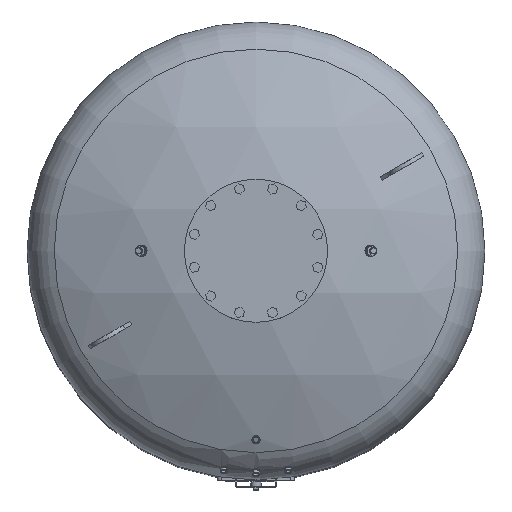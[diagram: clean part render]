
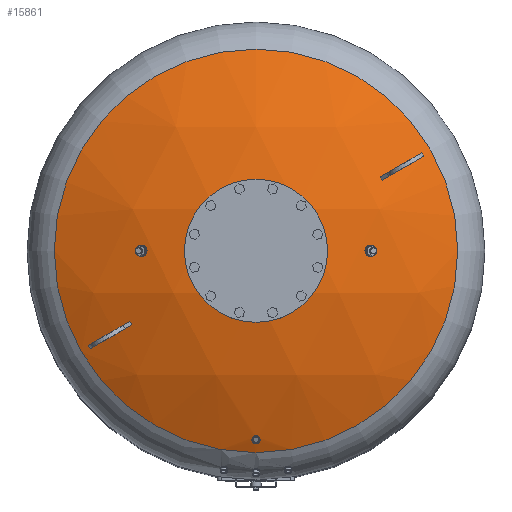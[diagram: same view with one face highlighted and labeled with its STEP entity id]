
A CAD part, top view. The second image highlights one B-rep face of the part: STEP entity #15861.
In plain terms, the highlighted spherical face has radius 1207 mm.
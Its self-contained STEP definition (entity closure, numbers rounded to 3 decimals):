
#18=SPHERICAL_SURFACE('',#17205,1207.);
#4457=CIRCLE('',#17206,528.621);
#4873=FACE_BOUND('',#6844,.T.);
#5646=FACE_OUTER_BOUND('',#6843,.T.);
#6843=EDGE_LOOP('',(#13628));
#6844=EDGE_LOOP('',(#13629));
#7473=B_SPLINE_CURVE_WITH_KNOTS('',3,(#25659,#25660,#25661,#25662,#25663,
#25664,#25665,#25666,#25667,#25668,#25669,#25670,#25671,#25672,#25673,#25674,
#25675,#25676,#25677,#25678,#25679,#25680,#25681,#25682,#25683,#25684,#25685,
#25686,#25687,#25688,#25689,#25690,#25691,#25692,#25693,#25694,#25695,#25696,
#25697,#25698,#25699,#25700,#25701,#25702,#25703,#25704,#25705,#25706,#25707,
#25708,#25709,#25710,#25711,#25712,#25713,#25714,#25715,#25716,#25717,#25718,
#25719,#25720,#25721,#25722,#25723,#25724),.UNSPECIFIED.,.T.,.F.,(4,2,2,
2,2,2,2,2,2,2,2,2,2,2,2,2,2,2,2,2,2,2,2,2,2,2,2,2,2,2,2,2,4),(0.,1.997,
3.994,5.991,7.988,10.199,12.411,
14.622,16.833,19.043,21.253,23.463,
25.673,27.67,29.667,31.664,33.66,
35.657,37.654,39.651,41.648,43.858,
46.068,48.278,50.488,52.699,54.91,
57.122,59.333,61.33,63.327,65.324,
67.321),.UNSPECIFIED.);
#8390=VERTEX_POINT('',#25656);
#8391=VERTEX_POINT('',#25658);
#10256=EDGE_CURVE('',#8390,#8390,#4457,.T.);
#10257=EDGE_CURVE('',#8391,#8391,#7473,.T.);
#13628=ORIENTED_EDGE('',*,*,#10256,.F.);
#13629=ORIENTED_EDGE('',*,*,#10257,.F.);
#15861=ADVANCED_FACE('',(#5646,#4873),#18,.T.);
#17205=AXIS2_PLACEMENT_3D('',#25655,#20575,#20576);
#17206=AXIS2_PLACEMENT_3D('',#25657,#20577,#20578);
#20575=DIRECTION('center_axis',(0.,-1.,0.));
#20576=DIRECTION('ref_axis',(-1.,0.,0.));
#20577=DIRECTION('center_axis',(0.,0.,
-1.));
#20578=DIRECTION('ref_axis',(1.,0.,0.));
#25655=CARTESIAN_POINT('Origin',(0.,0.,
1183.));
#25656=CARTESIAN_POINT('',(528.621,0.,2268.085));
#25657=CARTESIAN_POINT('Origin',(0.,0.,
2268.085));
#25658=CARTESIAN_POINT('',(0.,-505.65,2278.978));
#25659=CARTESIAN_POINT('Ctrl Pts',(0.,-505.65,2278.978));
#25660=CARTESIAN_POINT('Ctrl Pts',(0.666,-505.65,2278.978));
#25661=CARTESIAN_POINT('Ctrl Pts',(1.352,-505.587,2279.006));
#25662=CARTESIAN_POINT('Ctrl Pts',(2.711,-505.322,2279.126));
#25663=CARTESIAN_POINT('Ctrl Pts',(3.385,-505.122,2279.216));
#25664=CARTESIAN_POINT('Ctrl Pts',(4.672,-504.596,2279.454));
#25665=CARTESIAN_POINT('Ctrl Pts',(5.286,-504.27,2279.601));
#25666=CARTESIAN_POINT('Ctrl Pts',(6.418,-503.526,2279.937));
#25667=CARTESIAN_POINT('Ctrl Pts',(6.936,-503.107,2280.126));
#25668=CARTESIAN_POINT('Ctrl Pts',(7.899,-502.178,2280.545));
#25669=CARTESIAN_POINT('Ctrl Pts',(8.368,-501.627,2280.793));
#25670=CARTESIAN_POINT('Ctrl Pts',(9.188,-500.434,2281.331));
#25671=CARTESIAN_POINT('Ctrl Pts',(9.539,-499.791,2281.621));
#25672=CARTESIAN_POINT('Ctrl Pts',(10.1,-498.454,2282.223));
#25673=CARTESIAN_POINT('Ctrl Pts',(10.31,-497.76,2282.535));
#25674=CARTESIAN_POINT('Ctrl Pts',(10.585,-496.369,2283.161));
#25675=CARTESIAN_POINT('Ctrl Pts',(10.65,-495.672,2283.475));
#25676=CARTESIAN_POINT('Ctrl Pts',(10.65,-494.328,2284.079));
#25677=CARTESIAN_POINT('Ctrl Pts',(10.585,-493.631,2284.393));
#25678=CARTESIAN_POINT('Ctrl Pts',(10.311,-492.241,2285.017));
#25679=CARTESIAN_POINT('Ctrl Pts',(10.101,-491.547,2285.329));
#25680=CARTESIAN_POINT('Ctrl Pts',(9.54,-490.211,2285.929));
#25681=CARTESIAN_POINT('Ctrl Pts',(9.189,-489.567,2286.218));
#25682=CARTESIAN_POINT('Ctrl Pts',(8.369,-488.374,2286.753));
#25683=CARTESIAN_POINT('Ctrl Pts',(7.9,-487.823,2287.));
#25684=CARTESIAN_POINT('Ctrl Pts',(6.937,-486.894,2287.416));
#25685=CARTESIAN_POINT('Ctrl Pts',(6.419,-486.475,2287.604));
#25686=CARTESIAN_POINT('Ctrl Pts',(5.286,-485.73,2287.938));
#25687=CARTESIAN_POINT('Ctrl Pts',(4.672,-485.404,2288.084));
#25688=CARTESIAN_POINT('Ctrl Pts',(3.385,-484.878,2288.319));
#25689=CARTESIAN_POINT('Ctrl Pts',(2.711,-484.678,2288.409));
#25690=CARTESIAN_POINT('Ctrl Pts',(1.352,-484.413,2288.528));
#25691=CARTESIAN_POINT('Ctrl Pts',(0.666,-484.35,2288.556));
#25692=CARTESIAN_POINT('Ctrl Pts',(-0.666,-484.35,2288.556));
#25693=CARTESIAN_POINT('Ctrl Pts',(-1.352,-484.413,
2288.528));
#25694=CARTESIAN_POINT('Ctrl Pts',(-2.711,-484.678,
2288.409));
#25695=CARTESIAN_POINT('Ctrl Pts',(-3.385,-484.878,
2288.319));
#25696=CARTESIAN_POINT('Ctrl Pts',(-4.672,-485.404,
2288.084));
#25697=CARTESIAN_POINT('Ctrl Pts',(-5.286,-485.73,
2287.938));
#25698=CARTESIAN_POINT('Ctrl Pts',(-6.419,-486.475,
2287.604));
#25699=CARTESIAN_POINT('Ctrl Pts',(-6.937,-486.894,
2287.416));
#25700=CARTESIAN_POINT('Ctrl Pts',(-7.9,-487.823,
2287.));
#25701=CARTESIAN_POINT('Ctrl Pts',(-8.369,-488.374,
2286.753));
#25702=CARTESIAN_POINT('Ctrl Pts',(-9.189,-489.567,
2286.218));
#25703=CARTESIAN_POINT('Ctrl Pts',(-9.54,-490.211,
2285.929));
#25704=CARTESIAN_POINT('Ctrl Pts',(-10.101,-491.547,2285.329));
#25705=CARTESIAN_POINT('Ctrl Pts',(-10.311,-492.241,2285.017));
#25706=CARTESIAN_POINT('Ctrl Pts',(-10.585,-493.631,
2284.393));
#25707=CARTESIAN_POINT('Ctrl Pts',(-10.65,-494.328,2284.079));
#25708=CARTESIAN_POINT('Ctrl Pts',(-10.65,-495.672,2283.475));
#25709=CARTESIAN_POINT('Ctrl Pts',(-10.585,-496.369,
2283.161));
#25710=CARTESIAN_POINT('Ctrl Pts',(-10.31,-497.76,
2282.535));
#25711=CARTESIAN_POINT('Ctrl Pts',(-10.1,-498.454,
2282.223));
#25712=CARTESIAN_POINT('Ctrl Pts',(-9.539,-499.791,
2281.621));
#25713=CARTESIAN_POINT('Ctrl Pts',(-9.188,-500.434,
2281.331));
#25714=CARTESIAN_POINT('Ctrl Pts',(-8.368,-501.627,
2280.793));
#25715=CARTESIAN_POINT('Ctrl Pts',(-7.899,-502.178,
2280.545));
#25716=CARTESIAN_POINT('Ctrl Pts',(-6.936,-503.107,
2280.126));
#25717=CARTESIAN_POINT('Ctrl Pts',(-6.418,-503.526,
2279.937));
#25718=CARTESIAN_POINT('Ctrl Pts',(-5.286,-504.27,
2279.601));
#25719=CARTESIAN_POINT('Ctrl Pts',(-4.672,-504.596,2279.454));
#25720=CARTESIAN_POINT('Ctrl Pts',(-3.385,-505.122,
2279.216));
#25721=CARTESIAN_POINT('Ctrl Pts',(-2.711,-505.322,
2279.126));
#25722=CARTESIAN_POINT('Ctrl Pts',(-1.352,-505.587,2279.006));
#25723=CARTESIAN_POINT('Ctrl Pts',(-0.666,-505.65,2278.978));
#25724=CARTESIAN_POINT('Ctrl Pts',(0.,-505.65,2278.978));
